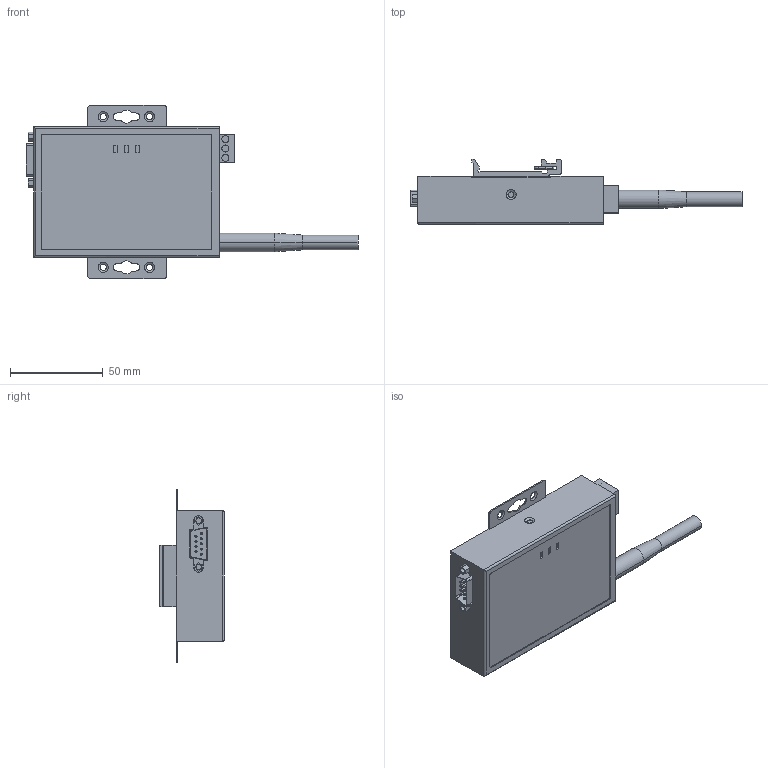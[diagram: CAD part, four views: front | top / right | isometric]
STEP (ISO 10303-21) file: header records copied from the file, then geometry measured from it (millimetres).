
FILE_DESCRIPTION((''),'2;1');
FILE_NAME('ASM0001_ASM','2022-03-18T16:59:02',('zhansuixin'),(''),'CREO PARAMETRIC BY PTC INC, 2021063','CREO PARAMETRIC BY PTC INC, 2021063','');
FILE_SCHEMA(('AUTOMOTIVE_DESIGN { 1 0 10303 214 1 1 1 1 }'));
Length unit declared in the file: millimetre
Products named in the file (8): PRT0004; PRT0005; PRT0006; PRT0007; PRT0008; PRT0009; GUAQIANGJIAN; ASM0001_ASM
Assembly tree (7 placements, depth 2):
  ASM0001_ASM
    PRT0004
    PRT0005
    PRT0006
    PRT0007
    PRT0008
    PRT0009
    GUAQIANGJIAN
Bounding box: 179.2 x 35 x 93.5 mm (x, y, z)
Volume: 190252.9 mm3; surface area: 42749 mm2
Topology: 7 solids, 7 shells, 406 faces, 1011 edges, 656 vertices
Faces by surface type: plane 225, cylinder 132, bspline 18, cone 16, torus 7, sphere 6, revolution 2
Entity records: 13500 total; most frequent: CARTESIAN_POINT 2678, DIRECTION 2143, ORIENTED_EDGE 2010, EDGE_CURVE 1005, AXIS2_PLACEMENT_3D 745, VERTEX_POINT 656, VECTOR 651, LINE 651
